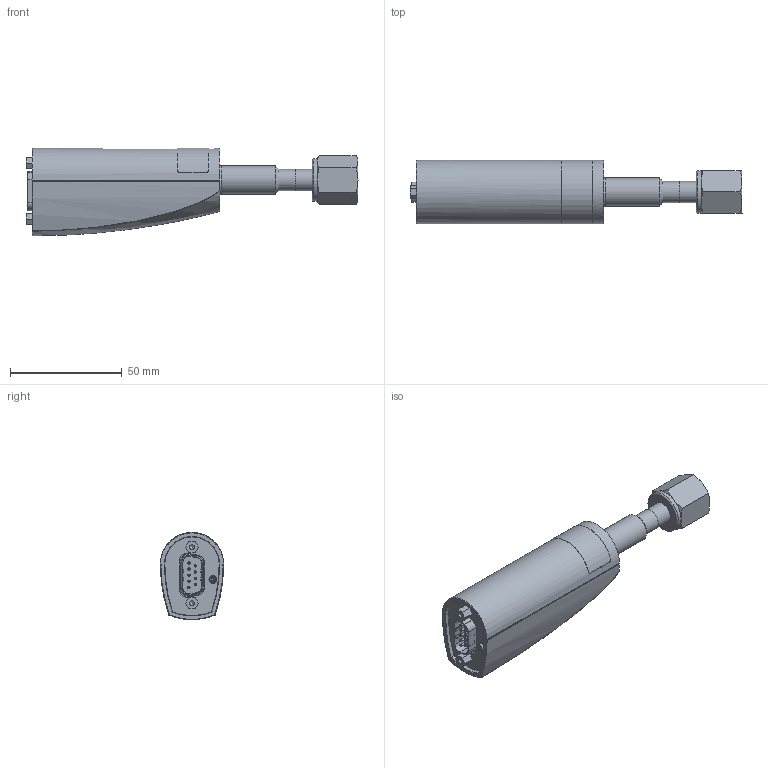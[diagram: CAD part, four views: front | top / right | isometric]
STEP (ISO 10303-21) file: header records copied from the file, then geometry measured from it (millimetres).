
FILE_DESCRIPTION((''),'2;1');
FILE_NAME('CDG020D_Dsub_4-VCRf.stp','2012-06-27T16:44:29',('BEM'),(''),'Autodesk Inventor 2012','Autodesk Inventor 2012','');
FILE_SCHEMA(('AUTOMOTIVE_DESIGN { 1 0 10303 214 1 1 1 1 }'));
Length unit declared in the file: millimetre
Products named in the file (1): CDG020D_Dsub_4-VCRf
Bounding box: 148.7 x 28.3 x 39.11 mm (x, y, z)
Volume: 35532.4 mm3; surface area: 36961 mm2
Topology: 1 solids, 1 shells, 1152 faces, 3249 edges, 2108 vertices
Faces by surface type: plane 718, cylinder 349, cone 32, torus 24, bspline 23, sphere 6
Full cylindrical faces by diameter (mm): 1.1 x1, 2.013 x2, 2.156 x2, 2.845 x2, 3 x1, 3.2 x4, 3.7 x2, 6.4 x1, 7.9 x1, 9.5 x1, 9.525 x1, 9.9 x1, 10.2 x2, 11.3 x1, 12.6 x1, 12.7 x1, 13.5 x1, 14 x1, 16 x1, 17.5 x1, 19 x1, 23 x1
Entity records: 41296 total; most frequent: CARTESIAN_POINT 9929, ORIENTED_EDGE 6346, DIRECTION 6284, EDGE_CURVE 3173, VECTOR 2154, LINE 2154, VERTEX_POINT 2087, AXIS2_PLACEMENT_3D 2065
